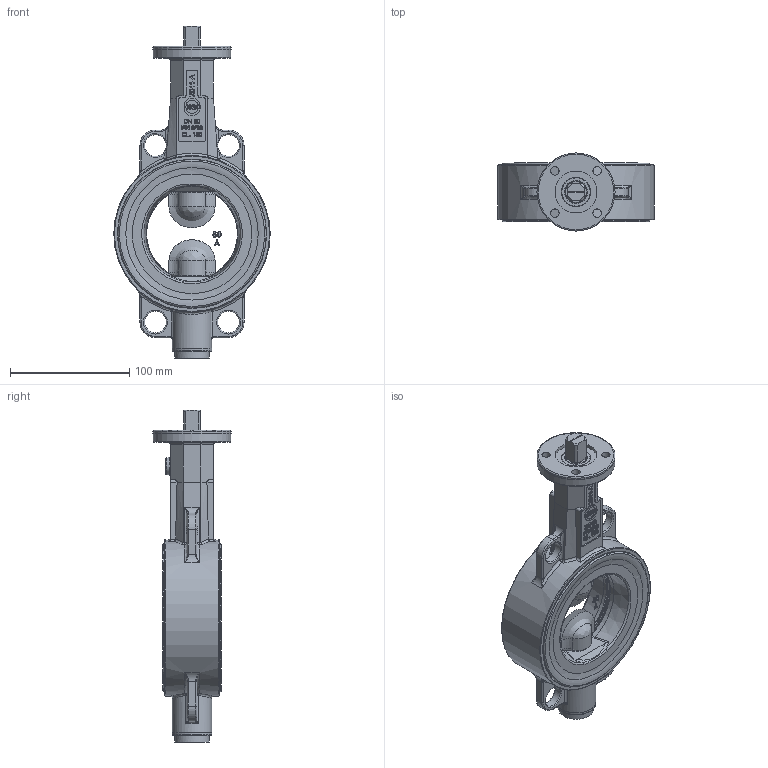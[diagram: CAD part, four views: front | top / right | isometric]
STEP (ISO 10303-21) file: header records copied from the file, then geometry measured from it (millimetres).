
FILE_DESCRIPTION((''),'2;1');
FILE_NAME('Z011-A-AL DN80.stp','2007-09-26T16:17:29',('hellwig'),(''),'Autodesk Inventor 11','Autodesk Inventor 11','');
FILE_SCHEMA(('AUTOMOTIVE_DESIGN { 1 0 10303 214 1 1 1 1 }'));
Length unit declared in the file: millimetre
Products named in the file (1): Bauteil1
Bounding box: 131 x 65.4 x 278 mm (x, y, z)
Volume: 591997.6 mm3; surface area: 141886.8 mm2
Topology: 6 solids, 18 shells, 973 faces, 2457 edges, 1568 vertices
Faces by surface type: bspline 407, plane 323, cylinder 125, torus 70, cone 48
Full cylindrical faces by diameter (mm): 4 x1, 15 x1, 16.2 x3, 18 x10, 18.2 x1, 18.36 x2, 20.5 x2, 22 x1, 24 x1, 24.45 x1, 29 x1, 33 x1, 33.4 x1, 65 x1, 65.4 x1, 92.8 x2, 116 x1, 116.8 x1, 123.8 x1, 124 x1, 131 x1
Entity records: 56391 total; most frequent: CARTESIAN_POINT 36379, ORIENTED_EDGE 4516, DIRECTION 3155, EDGE_CURVE 2258, VERTEX_POINT 1514, EDGE_LOOP 1204, AXIS2_PLACEMENT_3D 1101, FACE_OUTER_BOUND 970
